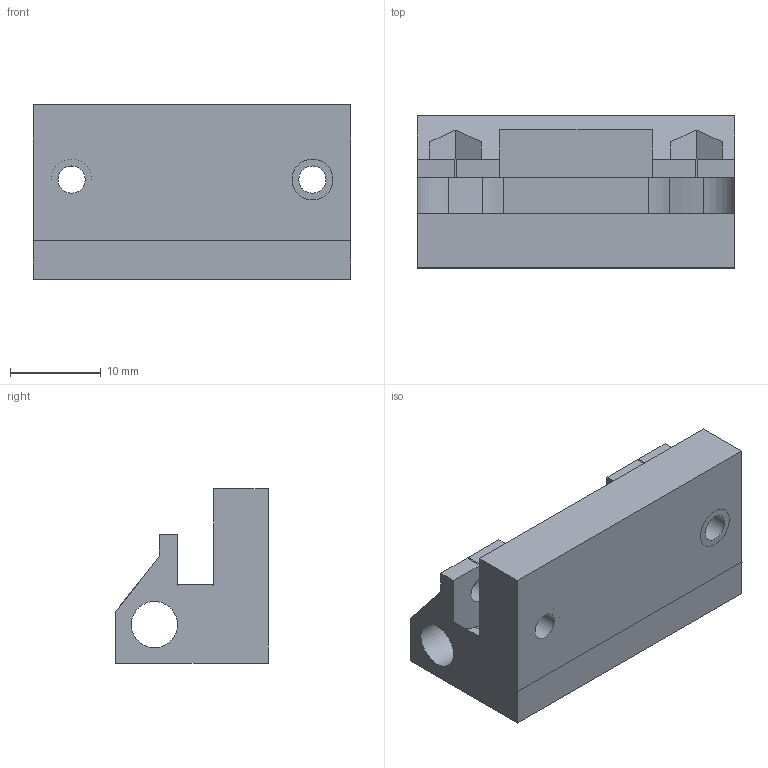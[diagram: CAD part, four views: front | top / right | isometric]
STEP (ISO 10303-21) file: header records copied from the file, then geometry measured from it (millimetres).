
FILE_DESCRIPTION(/* description */ (''),/* implementation_level */ '2;1');
FILE_NAME(/* name */ 'KauriRearLink high rise 35mm no brass insert.stp',/* time_stamp */ '2022-06-19T23:46:26-06:00',/* author */ ('Steven'),/* organization */ (''),/* preprocessor_version */ 'ST-DEVELOPER v18',/* originating_system */ 'Autodesk Inventor 2020',/* authorisation */ '');
FILE_SCHEMA (('AUTOMOTIVE_DESIGN { 1 0 10303 214 3 1 1 }'));
Length unit declared in the file: millimetre
Products named in the file (1): KauriRearLink high rise 35mm no brass insert
Bounding box: 35 x 16.8 x 19.25 mm (x, y, z)
Volume: 6074.1 mm3; surface area: 4224.5 mm2
Topology: 2 solids, 2 shells, 52 faces, 248 edges, 258 vertices
Faces by surface type: plane 36, cylinder 9, bspline 7
Full cylindrical faces by diameter (mm): 3 x2, 4.5 x1, 5.1 x1
Entity records: 2451 total; most frequent: CARTESIAN_POINT 578, DIRECTION 432, ORIENTED_EDGE 316, EDGE_CURVE 158, AXIS2_PLACEMENT_3D 158, LINE 116, VECTOR 116, VERTEX_POINT 110
